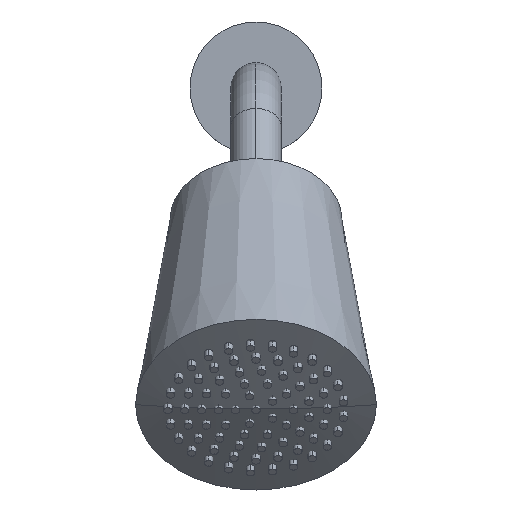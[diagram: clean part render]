
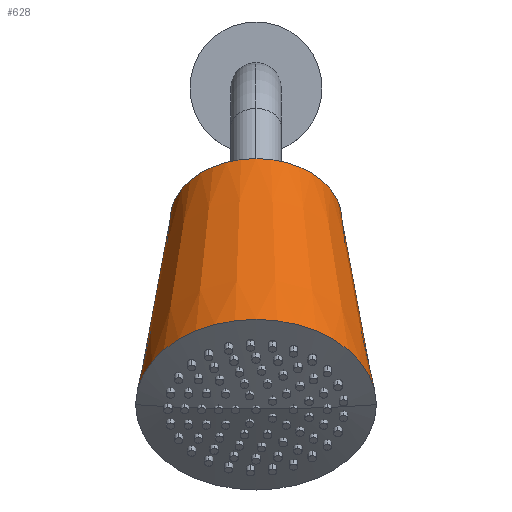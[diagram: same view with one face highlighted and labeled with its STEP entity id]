
A CAD part, top view. The second image highlights one B-rep face of the part: STEP entity #628.
In plain terms, the highlighted conical face has half-angle 7.5 degrees and reference radius 50.2 mm.
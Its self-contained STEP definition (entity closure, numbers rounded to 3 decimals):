
#503 = CARTESIAN_POINT ( 'NONE',  ( 35.795, 0., 0. ) ) ;
#505 = CARTESIAN_POINT ( 'NONE',  ( -35.795, 0., 0. ) ) ;
#533 = CARTESIAN_POINT ( 'NONE',  ( -50.2, -109.413, 0. ) ) ;
#537 = CONICAL_SURFACE ( 'NONE', #1072, 50.2, 0.131 ) ;
#564 = DIRECTION ( 'NONE',  ( -0.131, -0.991, 0. ) ) ;
#566 = CARTESIAN_POINT ( 'NONE',  ( 50.2, -109.413, 0. ) ) ;
#615 = ORIENTED_EDGE ( 'NONE', *, *, #3029, .F. ) ;
#628 = ADVANCED_FACE ( 'NONE', ( #981 ), #537, .T. ) ;
#732 = DIRECTION ( 'NONE',  ( 0., 0., 1. ) ) ;
#738 = DIRECTION ( 'NONE',  ( 0., 1., 0. ) ) ;
#746 = CARTESIAN_POINT ( 'NONE',  ( 0., 0., 0. ) ) ;
#981 = FACE_OUTER_BOUND ( 'NONE', #2597, .T. ) ;
#1072 = AXIS2_PLACEMENT_3D ( 'NONE', #3402, #3322, #3332 ) ;
#1098 = DIRECTION ( 'NONE',  ( -1., 0., 0. ) ) ;
#1103 = DIRECTION ( 'NONE',  ( 0., 1., 0. ) ) ;
#1113 = CARTESIAN_POINT ( 'NONE',  ( 0., -109.413, 0. ) ) ;
#1257 = VECTOR ( 'NONE', #2236, 1000. ) ;
#1369 = LINE ( 'NONE', #566, #1257 ) ;
#1494 = ORIENTED_EDGE ( 'NONE', *, *, #3247, .T. ) ;
#1785 = VERTEX_POINT ( 'NONE', #2394 ) ;
#1865 = LINE ( 'NONE', #533, #1963 ) ;
#1897 = VERTEX_POINT ( 'NONE', #2193 ) ;
#1963 = VECTOR ( 'NONE', #564, 1000. ) ;
#1970 = CIRCLE ( 'NONE', #2194, 35.795 ) ;
#2169 = ORIENTED_EDGE ( 'NONE', *, *, #2712, .T. ) ;
#2193 = CARTESIAN_POINT ( 'NONE',  ( 50.2, -109.413, 0. ) ) ;
#2194 = AXIS2_PLACEMENT_3D ( 'NONE', #746, #738, #732 ) ;
#2236 = DIRECTION ( 'NONE',  ( 0.131, -0.991, 0. ) ) ;
#2330 = ORIENTED_EDGE ( 'NONE', *, *, #3604, .F. ) ;
#2394 = CARTESIAN_POINT ( 'NONE',  ( -50.2, -109.413, 0. ) ) ;
#2476 = CIRCLE ( 'NONE', #3990, 50.2 ) ;
#2597 = EDGE_LOOP ( 'NONE', ( #615, #1494, #2169, #2330 ) ) ;
#2712 = EDGE_CURVE ( 'NONE', #1785, #1897, #2476, .T. ) ;
#3029 = EDGE_CURVE ( 'NONE', #3386, #3289, #1970, .T. ) ;
#3247 = EDGE_CURVE ( 'NONE', #3386, #1785, #1865, .T. ) ;
#3289 = VERTEX_POINT ( 'NONE', #503 ) ;
#3322 = DIRECTION ( 'NONE',  ( 0., -1., 0. ) ) ;
#3332 = DIRECTION ( 'NONE',  ( 1., 0., 0. ) ) ;
#3386 = VERTEX_POINT ( 'NONE', #505 ) ;
#3402 = CARTESIAN_POINT ( 'NONE',  ( 0., -109.413, 0. ) ) ;
#3604 = EDGE_CURVE ( 'NONE', #3289, #1897, #1369, .T. ) ;
#3990 = AXIS2_PLACEMENT_3D ( 'NONE', #1113, #1103, #1098 ) ;
